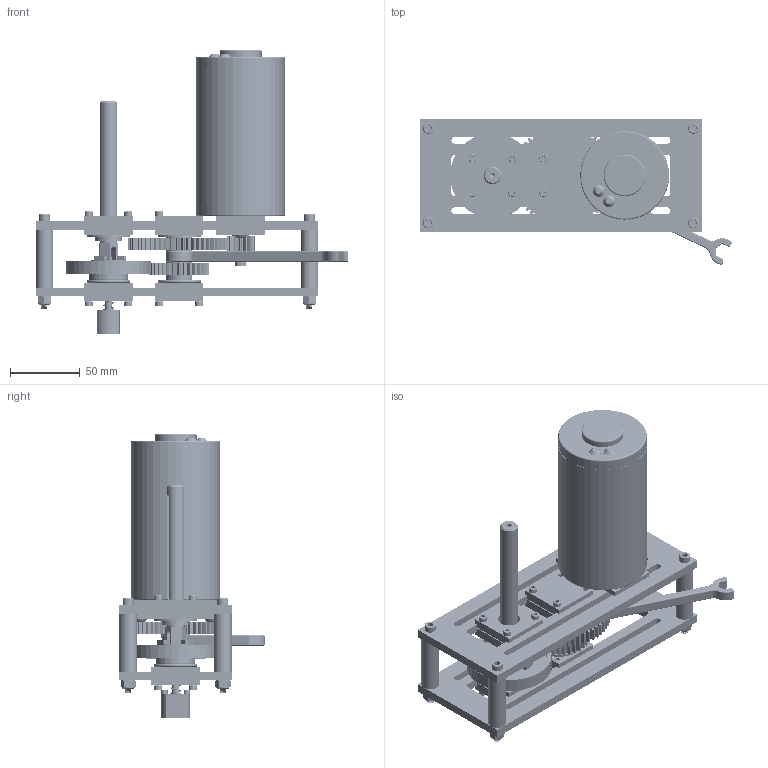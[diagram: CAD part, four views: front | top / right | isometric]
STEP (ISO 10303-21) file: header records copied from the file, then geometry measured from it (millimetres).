
FILE_DESCRIPTION(/* description */ ('1 SLOT MODULOX PLATE'),/* implementation_level */ '2;1');
FILE_NAME(/* name */ 'Ri3D1.0_WinchGearbox_Rev2.stp',/* time_stamp */ '2014-01-11T09:01:30-05:00',/* author */ ('OFFICE'),/* organization */ ('IR3 CREATIVE ENGINEERING'),/* preprocessor_version */ 'ST-DEVELOPER v15.2',/* originating_system */ 'Autodesk Inventor 2014',/* authorisation */ '');
FILE_SCHEMA (('AUTOMOTIVE_DESIGN { 1 0 10303 214 3 1 1 }'));
Products named in the file (40): 1 SLOT PLATE - AM-0857; BEARINGBLOCK - AM - 0862; BEARING-HEX-375-AM-0692; BEARING BLOCK ASM, HEX, 375; BACK BLOCK - AM-0862; CIM motor; 8mm_spring_clip; GEAR_14TOOTH_8MMKEYBORE; MOD-PRT-0009; MODULOX_SPACER; CIM RECEIVER - AM-0860; 10-32 nylon insert locknut; 10-32x2.5; Cim screw 10-32x0; 2mmx2mmx10mm_key; MODULOX_SHAFT_.375; SHCS, 6-32 X .5, ZINC; .313 FLAT WASHER, 25, AM-1219; FLH-GER-0001-8; FLH-HUB-0001; FLH-GER-0001-2; MOD-PRT-0025; amshifter2_d03; r3 bearing; amshifter2_d08; 0625x3125_roll_pin; 4-40x0500_shcs; Shift-block; amshifter2_d09; 1614Z Bearing; am-0573; amshifter2_d05; 9657K273_spring; MOD-PRT-0008; am-0030; PLASTIC WASHER, .5 ID .75 OD - AM - 1221; 67501726 0925x100 roll pin; Wrench; SNAP RING; MOD-KIT-0007
Bounding box: 224.83 x 104.45 x 204.03 mm (x, y, z)
Volume: 700817.3 mm3; surface area: 217594.7 mm2
Topology: 84 solids, 84 shells, 2189 faces, 7956 edges, 6024 vertices
Faces by surface type: cylinder 918, plane 722, cone 454, bspline 42, torus 35, sphere 18
Full cylindrical faces by diameter (mm): 1.321 x8, 1.587 x2, 2.156 x2, 2.337 x2, 2.381 x1, 2.591 x1, 2.794 x2, 3.454 x20, 3.683 x1, 3.81 x12, 4.039 x2, 4.091 x4, 4.178 x66, 4.623 x2, 4.724 x1, 4.775 x1, 4.826 x64, 5.08 x4, 5.105 x12, 5.309 x1, 5.367 x1, 5.461 x1, 5.556 x4, 5.74 x14, 5.816 x4, 7.925 x4, 7.938 x6, 8 x1, 8.636 x2, 9.169 x2
Entity records: 51532 total; most frequent: CARTESIAN_POINT 19206, DIRECTION 6788, ORIENTED_EDGE 6454, EDGE_CURVE 3227, AXIS2_PLACEMENT_3D 2835, VERTEX_POINT 2365, EDGE_LOOP 1682, CIRCLE 1430
